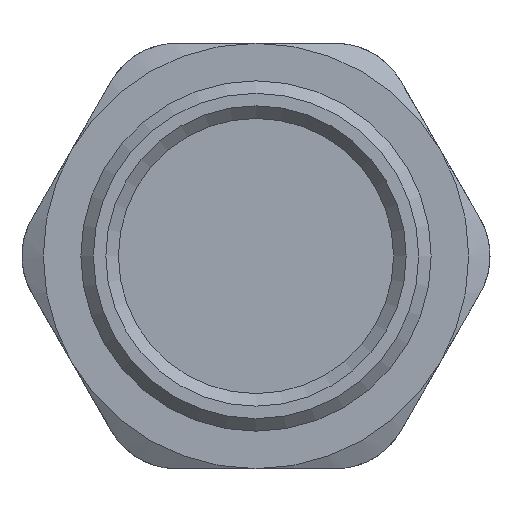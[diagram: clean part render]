
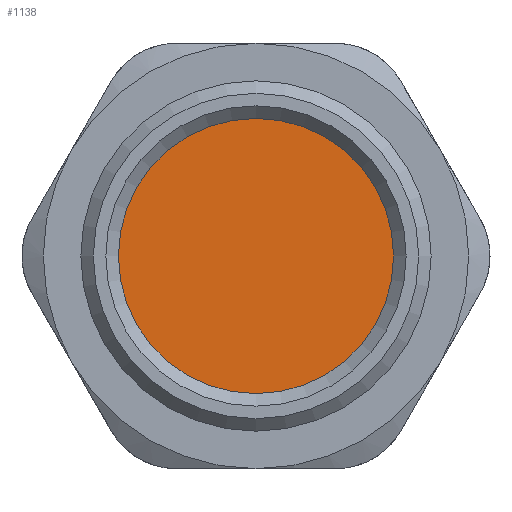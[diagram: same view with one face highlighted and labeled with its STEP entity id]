
A CAD part, front view. The second image highlights one B-rep face of the part: STEP entity #1138.
In plain terms, the highlighted planar face has unit normal (0, -1, 0).
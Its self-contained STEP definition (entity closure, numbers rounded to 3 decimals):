
#312=FACE_OUTER_BOUND('',#381,.T.);
#381=EDGE_LOOP('',(#777));
#457=CIRCLE('',#1232,5.5);
#503=VERTEX_POINT('',#1640);
#610=EDGE_CURVE('',#503,#503,#457,.T.);
#777=ORIENTED_EDGE('',*,*,#610,.T.);
#1111=PLANE('',#1231);
#1138=ADVANCED_FACE('',(#312),#1111,.F.);
#1231=AXIS2_PLACEMENT_3D('',#1639,#1350,#1351);
#1232=AXIS2_PLACEMENT_3D('',#1641,#1352,#1353);
#1350=DIRECTION('center_axis',(0.,1.,0.));
#1351=DIRECTION('ref_axis',(0.,0.,1.));
#1352=DIRECTION('center_axis',(0.,-1.,0.));
#1353=DIRECTION('ref_axis',(-1.,0.,0.));
#1639=CARTESIAN_POINT('Origin',(-3.798,-5.727,0.));
#1640=CARTESIAN_POINT('',(1.702,-5.727,0.));
#1641=CARTESIAN_POINT('Origin',(-3.798,-5.727,0.));
